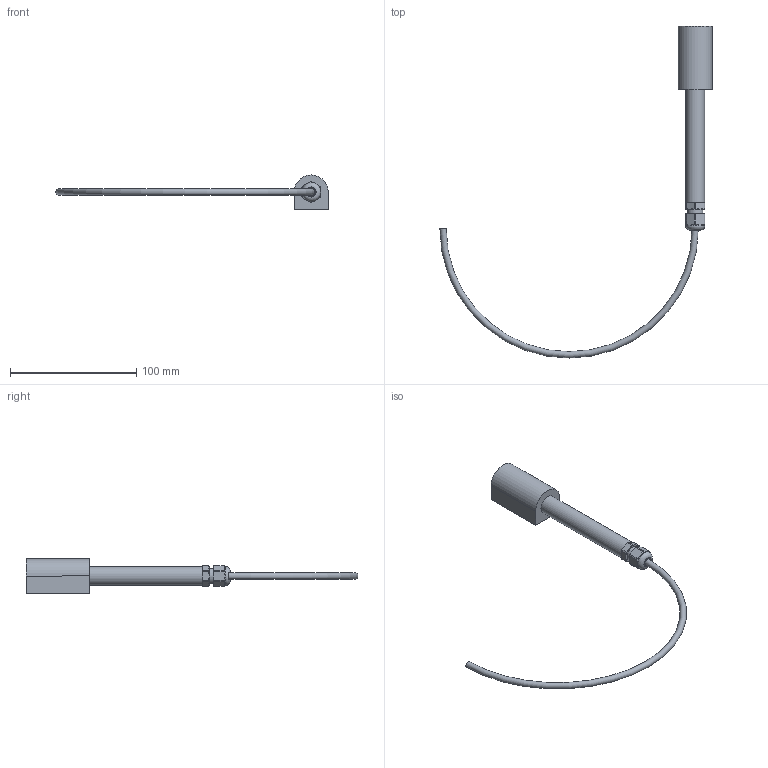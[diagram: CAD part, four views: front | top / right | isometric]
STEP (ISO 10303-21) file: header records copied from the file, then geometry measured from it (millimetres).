
FILE_DESCRIPTION(/* description */ (''),/* implementation_level */ '2;1');
FILE_NAME(/* name */ 'WI-xxx00xx.step',/* time_stamp */ '2021-07-29T08:20:15+02:00',/* author */ (''),/* organization */ (''),/* preprocessor_version */ 'ST-DEVELOPER v18.1',/* originating_system */ 'Autodesk Translation Framework v10.9.0.1377',/* authorisation */ '');
FILE_SCHEMA (('AUTOMOTIVE_DESIGN { 1 0 10303 214 3 1 1 }'));
Length unit declared in the file: millimetre
Products named in the file (5): WI-xxx00xx; 00; Tuleja_90; M12_dlawnica; Przewod
Assembly tree (4 placements, depth 3):
  WI-xxx00xx
    00
    Tuleja_90
      M12_dlawnica
    Przewod
Bounding box: 216 x 263.32 x 27 mm (x, y, z)
Volume: 46725.4 mm3; surface area: 21676.3 mm2
Topology: 4 solids, 4 shells, 73 faces, 157 edges, 99 vertices
Faces by surface type: plane 30, cylinder 22, cone 16, torus 5
Full cylindrical faces by diameter (mm): 4 x1, 5.5 x1, 9.957 x1, 12 x3, 15 x3
Entity records: 2118 total; most frequent: CARTESIAN_POINT 386, DIRECTION 371, ORIENTED_EDGE 314, EDGE_CURVE 157, AXIS2_PLACEMENT_3D 156, VERTEX_POINT 99, EDGE_LOOP 84, CIRCLE 74
